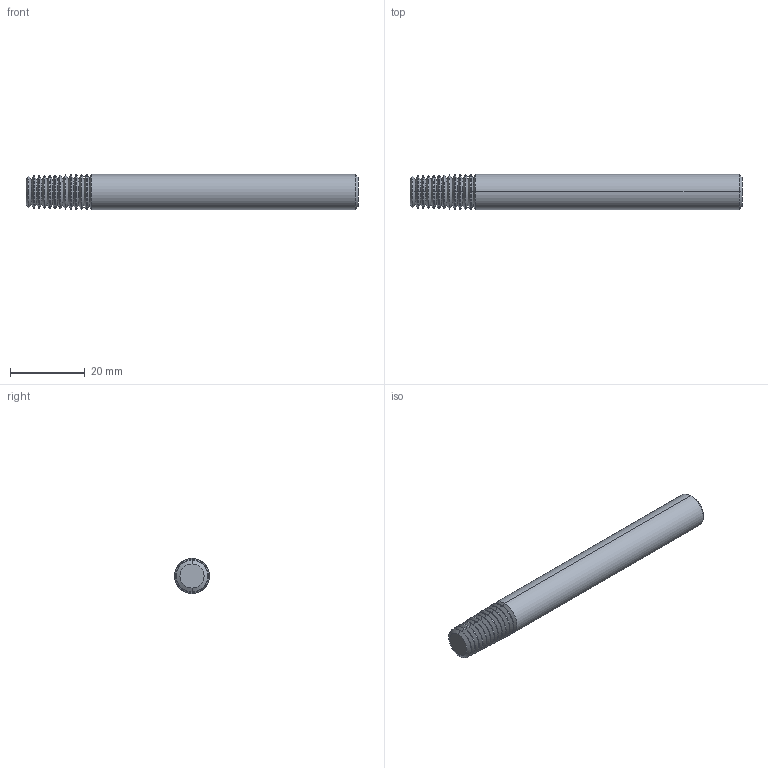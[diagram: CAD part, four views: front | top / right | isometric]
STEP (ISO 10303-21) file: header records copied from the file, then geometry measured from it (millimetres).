
FILE_DESCRIPTION (( 'STEP AP203' ), '1' );
FILE_NAME ('101208-TM335-18NPTF.STEP', '2023-12-14T20:03:44', ( '' ), ( '' ), 'SwSTEP 2.0', 'SolidWorks 2022', '' );
FILE_SCHEMA (( 'CONFIG_CONTROL_DESIGN' ));
Length unit declared in the file: inch
Products named in the file (1): 101208-TM335-18NPTF
Bounding box: 88.9 x 9.4 x 9.4 mm (x, y, z)
Volume: 5843.2 mm3; surface area: 3005.4 mm2
Topology: 1 solids, 1 shells, 117 faces, 232 edges, 128 vertices
Faces by surface type: cone 100, plane 13, cylinder 4
Entity records: 3053 total; most frequent: DIRECTION 596, CARTESIAN_POINT 478, ORIENTED_EDGE 464, AXIS2_PLACEMENT_3D 246, EDGE_CURVE 232, EDGE_LOOP 128, CIRCLE 128, VERTEX_POINT 128
